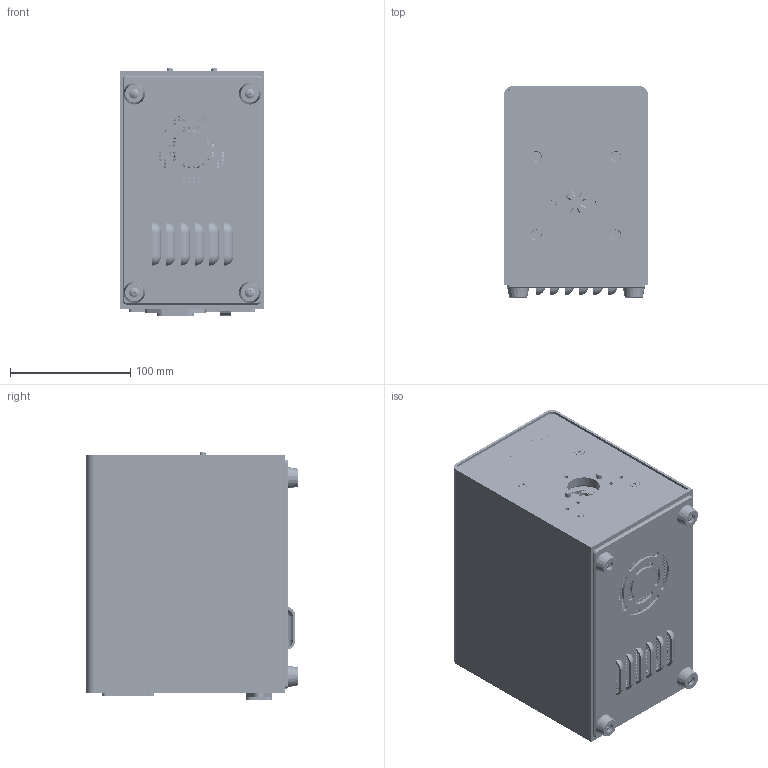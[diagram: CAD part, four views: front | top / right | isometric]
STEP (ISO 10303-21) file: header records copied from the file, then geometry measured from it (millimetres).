
FILE_DESCRIPTION (( 'STEP AP203' ), '1' );
FILE_NAME ('PFU.STEP', '2024-11-19T07:57:39', ( 'lg' ), ( '' ), 'SwSTEP 2.0', 'SolidWorks 2013', '' );
FILE_SCHEMA (( 'CONFIG_CONTROL_DESIGN' ));
Length unit declared in the file: millimetre
Products named in the file (1): PFU
Bounding box: 119 x 175.5 x 205.2 mm (x, y, z)
Surface area: 369145.2 mm2 (no closed solid volume)
Topology: 0 solids, 99 shells, 821 faces, 5593 edges, 4831 vertices
Faces by surface type: plane 430, cylinder 268, bspline 48, sphere 28, cone 24, torus 23
Full cylindrical faces by diameter (mm): 2 x150, 3.3 x5, 5 x2, 5.54 x2, 6 x4, 8 x5, 8.2 x4, 8.3 x1, 8.5 x1, 10 x1, 10.2 x1, 27 x2, 32.61 x1, 43.9 x1, 58.046 x1
Entity records: 63966 total; most frequent: CARTESIAN_POINT 20065, DIRECTION 8692, ORIENTED_EDGE 6496, EDGE_CURVE 5366, VERTEX_POINT 4809, AXIS2_PLACEMENT_3D 3296, EDGE_LOOP 2989, CIRCLE 2523
